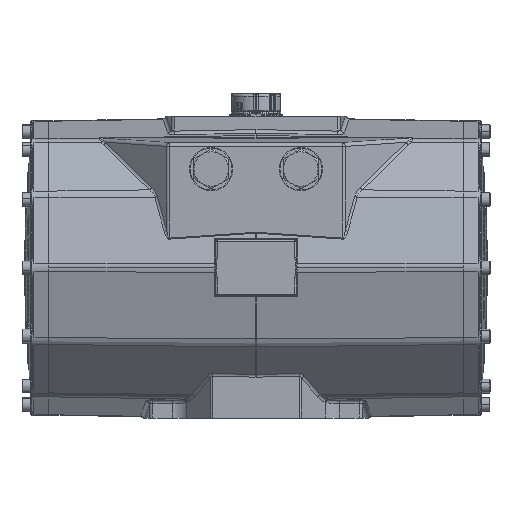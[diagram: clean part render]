
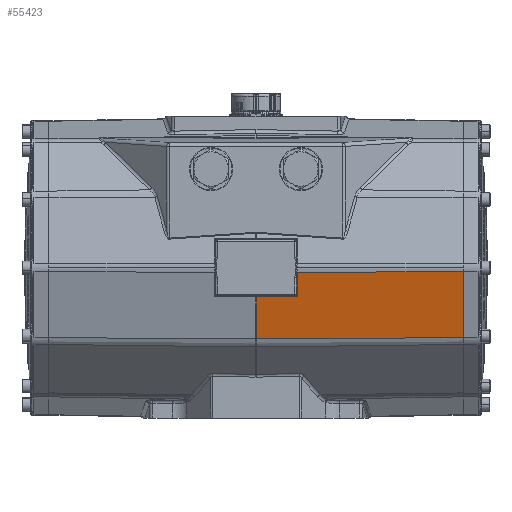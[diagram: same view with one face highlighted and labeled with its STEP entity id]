
A CAD part, top view. The second image highlights one B-rep face of the part: STEP entity #55423.
In plain terms, the highlighted face is planar.
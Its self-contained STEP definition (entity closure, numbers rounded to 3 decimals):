
#29913 = CARTESIAN_POINT ( 'NONE',  ( 199.87, 6.175, 55.965 ) ) ;
#29934 = CARTESIAN_POINT ( 'NONE',  ( 196.144, 5.176, 277. ) ) ;
#30334 = CARTESIAN_POINT ( 'NONE',  ( 191.08, 38.982, 55.965 ) ) ;
#30336 = CARTESIAN_POINT ( 'NONE',  ( 192.09, 38.982, 0.035 ) ) ;
#30339 = CARTESIAN_POINT ( 'NONE',  ( 177.123, 94.84, 0.035 ) ) ;
#30341 = CARTESIAN_POINT ( 'NONE',  ( 172.454, 93.589, 277. ) ) ;
#55423 = ADVANCED_FACE ( 'NONE', ( #95048 ), #85573, .T. ) ;
#66325 = VERTEX_POINT ( 'NONE', #29913 ) ;
#66346 = VERTEX_POINT ( 'NONE', #29934 ) ;
#66771 = VERTEX_POINT ( 'NONE', #30334 ) ;
#66773 = VERTEX_POINT ( 'NONE', #30336 ) ;
#66778 = VERTEX_POINT ( 'NONE', #30339 ) ;
#66780 = VERTEX_POINT ( 'NONE', #30341 ) ;
#67223 = LINE ( 'NONE', #74387, #67225 ) ;
#67225 = VECTOR ( 'NONE', #74391, 1000. ) ;
#69717 = ORIENTED_EDGE ( 'NONE', *, *, #96847, .T. ) ;
#69762 = ORIENTED_EDGE ( 'NONE', *, *, #97023, .F. ) ;
#69839 = ORIENTED_EDGE ( 'NONE', *, *, #96789, .T. ) ;
#70405 = ORIENTED_EDGE ( 'NONE', *, *, #151903, .F. ) ;
#70438 = ORIENTED_EDGE ( 'NONE', *, *, #96820, .T. ) ;
#70464 = ORIENTED_EDGE ( 'NONE', *, *, #96869, .T. ) ;
#74387 = CARTESIAN_POINT ( 'NONE',  ( 196.144, 5.176, 277. ) ) ;
#74391 = DIRECTION ( 'NONE',  ( -0.017, -0.005, 1. ) ) ;
#78456 = VECTOR ( 'NONE', #89065, 1000. ) ;
#78463 = LINE ( 'NONE', #89052, #78456 ) ;
#78510 = LINE ( 'NONE', #89230, #78541 ) ;
#78541 = VECTOR ( 'NONE', #89238, 1000. ) ;
#78587 = LINE ( 'NONE', #89365, #78589 ) ;
#78589 = VECTOR ( 'NONE', #89367, 1000. ) ;
#78609 = VECTOR ( 'NONE', #89523, 1000. ) ;
#78612 = LINE ( 'NONE', #89522, #78609 ) ;
#78936 = LINE ( 'NONE', #90163, #78939 ) ;
#78939 = VECTOR ( 'NONE', #90166, 1000. ) ;
#80183 = AXIS2_PLACEMENT_3D ( 'NONE', #85572, #85577, #85579 ) ;
#85572 = CARTESIAN_POINT ( 'NONE',  ( 196.144, 5.176, 277. ) ) ;
#85573 = PLANE ( 'NONE',  #80183 ) ;
#85577 = DIRECTION ( 'NONE',  ( 0.966, 0.259, 0.017 ) ) ;
#85579 = DIRECTION ( 'NONE',  ( -0.259, 0.966, 0. ) ) ;
#89052 = CARTESIAN_POINT ( 'NONE',  ( 177.123, 94.84, 0.035 ) ) ;
#89065 = DIRECTION ( 'NONE',  ( -0.259, 0.966, 0. ) ) ;
#89230 = CARTESIAN_POINT ( 'NONE',  ( 199.87, 6.175, 55.965 ) ) ;
#89238 = DIRECTION ( 'NONE',  ( -0.259, 0.966, 0. ) ) ;
#89365 = CARTESIAN_POINT ( 'NONE',  ( 172.454, 93.589, 277. ) ) ;
#89367 = DIRECTION ( 'NONE',  ( -0.017, -0.005, 1. ) ) ;
#89522 = CARTESIAN_POINT ( 'NONE',  ( 187.088, 38.982, 276.836 ) ) ;
#89523 = DIRECTION ( 'NONE',  ( 0.018, 0., -1. ) ) ;
#90163 = CARTESIAN_POINT ( 'NONE',  ( 196.144, 5.176, 277. ) ) ;
#90166 = DIRECTION ( 'NONE',  ( -0.259, 0.966, 0. ) ) ;
#95048 = FACE_OUTER_BOUND ( 'NONE', #110050, .T. ) ;
#96789 = EDGE_CURVE ( 'NONE', #66773, #66778, #78463, .T. ) ;
#96820 = EDGE_CURVE ( 'NONE', #66325, #66771, #78510, .T. ) ;
#96847 = EDGE_CURVE ( 'NONE', #66778, #66780, #78587, .T. ) ;
#96869 = EDGE_CURVE ( 'NONE', #66771, #66773, #78612, .T. ) ;
#97023 = EDGE_CURVE ( 'NONE', #66346, #66780, #78936, .T. ) ;
#110050 = EDGE_LOOP ( 'NONE', ( #70464, #69839, #69717, #69762, #70405, #70438 ) ) ;
#151903 = EDGE_CURVE ( 'NONE', #66325, #66346, #67223, .T. ) ;
